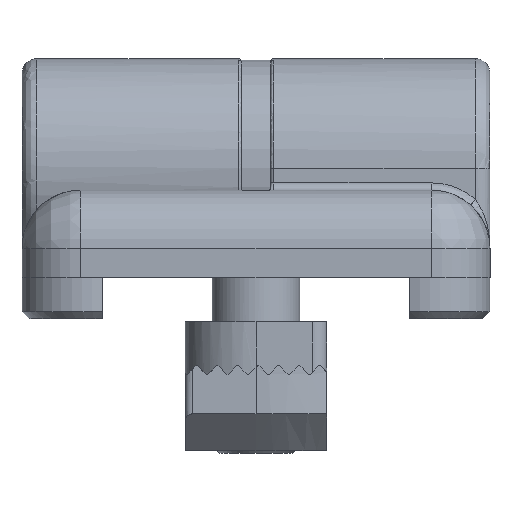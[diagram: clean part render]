
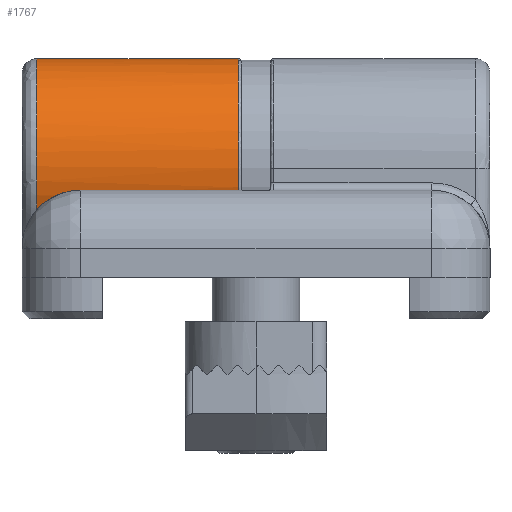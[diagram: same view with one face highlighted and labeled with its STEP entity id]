
A CAD part, front view. The second image highlights one B-rep face of the part: STEP entity #1767.
In plain terms, the highlighted cylindrical face has radius 7.5 mm (diameter 15 mm), a partial arc.
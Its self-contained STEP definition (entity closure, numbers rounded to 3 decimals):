
#1767=ADVANCED_FACE('',(#2112),#2113,.T.);
#2112=FACE_OUTER_BOUND('',#2707,.T.);
#2113=CYLINDRICAL_SURFACE('',#2708,7.5);
#2707=EDGE_LOOP('',(#3952,#3953,#3954,#3955));
#2708=AXIS2_PLACEMENT_3D('',#3956,#3957,#3958);
#3952=ORIENTED_EDGE('',*,*,#4292,.T.);
#3953=ORIENTED_EDGE('',*,*,#4320,.T.);
#3954=ORIENTED_EDGE('',*,*,#4327,.T.);
#3955=ORIENTED_EDGE('',*,*,#4328,.T.);
#3956=CARTESIAN_POINT('',(0.0,-16.0,0.0));
#3957=DIRECTION('',(0.0,1.0,0.0));
#3958=DIRECTION('',(0.0,0.0,1.0));
#4292=EDGE_CURVE('',#4872,#4870,#4873,.T.);
#4320=EDGE_CURVE('',#4870,#4920,#4922,.F.);
#4327=EDGE_CURVE('',#4920,#4932,#4934,.F.);
#4328=EDGE_CURVE('',#4932,#4872,#4935,.T.);
#4870=VERTEX_POINT('',#5809);
#4872=VERTEX_POINT('',#5812);
#4873=B_SPLINE_CURVE_WITH_KNOTS('',1,(#5813,#5814),.UNSPECIFIED.,.F.,.F.,(2,2),(0.0,1.0),.UNSPECIFIED.);
#4920=VERTEX_POINT('',#5922);
#4922=CIRCLE('',#5924,7.5);
#4932=VERTEX_POINT('',#5953);
#4934=LINE('',#5956,#5957);
#4935=B_SPLINE_CURVE_WITH_KNOTS('',3,(#5958,#5959,#5960,#5961,#5962,#5963,#5964,#5965,#5966,#5967,#5968,#5969,#5970,#5971,#5972,#5973,#5974,#5975,#5976,#5977,#5978,#5979,#5980,#5981,#5982,#5983,#5984,#5985,#5986,#5987,#5988,#5989,#5990,#5991,#5992,#5993,#5994,#5995,#5996,#5997,#5998,#5999,#6000,#6001,#6002,#6003,#6004,#6005,#6006,#6007,#6008,#6009,#6010,#6011,#6012,#6013,#6014,#6015,#6016,#6017,#6018,#6019,#6020,#6021,#6022,#6023,#6024,#6025,#6026,#6027,#6028,#6029,#6030,#6031,#6032),.UNSPECIFIED.,.F.,.F.,(4,1,1,1,1,1,1,1,1,1,1,1,1,1,1,1,1,1,1,1,1,1,1,1,1,1,1,1,1,1,1,1,1,1,1,1,1,1,1,1,1,1,1,1,1,1,1,1,1,1,1,1,1,1,1,1,1,1,1,1,1,1,1,1,1,1,1,1,1,1,1,1,4),(0.0,0.007,0.014,0.022,0.029,0.036,0.043,0.051,0.058,0.065,0.072,0.08,0.087,0.094,0.101,0.109,0.116,0.123,0.13,0.138,0.145,0.152,0.159,0.167,0.174,0.181,0.188,0.195,0.203,0.21,0.217,0.224,0.232,0.239,0.246,0.253,0.261,0.268,0.275,0.282,0.29,0.297,0.304,0.311,0.319,0.326,0.333,0.395,0.451,0.503,0.55,0.592,0.629,0.662,0.689,0.711,0.729,0.741,0.749,0.752,0.755,0.762,0.777,0.809,0.838,0.87,0.899,0.932,0.942,0.954,0.968,0.983,1.0),.UNSPECIFIED.);
#5809=CARTESIAN_POINT('',(0.,-1.2,-7.5));
#5812=CARTESIAN_POINT('',(0.,-16.0,-7.5));
#5813=CARTESIAN_POINT('',(0.,-16.0,-7.5));
#5814=CARTESIAN_POINT('',(0.,-1.2,-7.5));
#5922=CARTESIAN_POINT('',(-7.5,-1.2,0.));
#5924=AXIS2_PLACEMENT_3D('',#6728,#6729,#6730);
#5953=CARTESIAN_POINT('',(-7.5,-15.0,0.));
#5956=CARTESIAN_POINT('',(-7.5,-16.0,0.));
#5957=VECTOR('',#6737,1.0);
#5958=CARTESIAN_POINT('',(-7.5,-15.0,0.));
#5959=CARTESIAN_POINT('',(-7.499,-15.0,0.085));
#5960=CARTESIAN_POINT('',(-7.497,-15.0,0.256));
#5961=CARTESIAN_POINT('',(-7.484,-15.0,0.512));
#5962=CARTESIAN_POINT('',(-7.462,-15.0,0.767));
#5963=CARTESIAN_POINT('',(-7.432,-15.0,1.021));
#5964=CARTESIAN_POINT('',(-7.392,-15.0,1.275));
#5965=CARTESIAN_POINT('',(-7.345,-15.0,1.526));
#5966=CARTESIAN_POINT('',(-7.288,-15.0,1.776));
#5967=CARTESIAN_POINT('',(-7.223,-15.0,2.024));
#5968=CARTESIAN_POINT('',(-7.15,-15.0,2.269));
#5969=CARTESIAN_POINT('',(-7.068,-15.0,2.512));
#5970=CARTESIAN_POINT('',(-6.978,-15.0,2.752));
#5971=CARTESIAN_POINT('',(-6.88,-15.0,2.989));
#5972=CARTESIAN_POINT('',(-6.774,-15.0,3.222));
#5973=CARTESIAN_POINT('',(-6.66,-15.0,3.451));
#5974=CARTESIAN_POINT('',(-6.539,-15.0,3.677));
#5975=CARTESIAN_POINT('',(-6.409,-15.0,3.898));
#5976=CARTESIAN_POINT('',(-6.273,-15.0,4.114));
#5977=CARTESIAN_POINT('',(-6.128,-15.0,4.326));
#5978=CARTESIAN_POINT('',(-5.977,-15.0,4.533));
#5979=CARTESIAN_POINT('',(-5.819,-15.0,4.734));
#5980=CARTESIAN_POINT('',(-5.654,-15.0,4.93));
#5981=CARTESIAN_POINT('',(-5.482,-15.0,5.12));
#5982=CARTESIAN_POINT('',(-5.304,-15.0,5.304));
#5983=CARTESIAN_POINT('',(-5.12,-15.0,5.482));
#5984=CARTESIAN_POINT('',(-4.93,-15.0,5.654));
#5985=CARTESIAN_POINT('',(-4.734,-15.0,5.819));
#5986=CARTESIAN_POINT('',(-4.533,-15.0,5.977));
#5987=CARTESIAN_POINT('',(-4.326,-15.0,6.128));
#5988=CARTESIAN_POINT('',(-4.114,-15.0,6.273));
#5989=CARTESIAN_POINT('',(-3.898,-15.0,6.409));
#5990=CARTESIAN_POINT('',(-3.677,-15.0,6.539));
#5991=CARTESIAN_POINT('',(-3.451,-15.0,6.66));
#5992=CARTESIAN_POINT('',(-3.222,-15.0,6.774));
#5993=CARTESIAN_POINT('',(-2.989,-15.0,6.88));
#5994=CARTESIAN_POINT('',(-2.752,-15.0,6.978));
#5995=CARTESIAN_POINT('',(-2.512,-15.0,7.068));
#5996=CARTESIAN_POINT('',(-2.269,-15.0,7.15));
#5997=CARTESIAN_POINT('',(-2.024,-15.,7.223));
#5998=CARTESIAN_POINT('',(-1.776,-15.,7.288));
#5999=CARTESIAN_POINT('',(-1.526,-15.,7.345));
#6000=CARTESIAN_POINT('',(-1.275,-15.,7.392));
#6001=CARTESIAN_POINT('',(-1.021,-15.,7.432));
#6002=CARTESIAN_POINT('',(-0.767,-15.,7.462));
#6003=CARTESIAN_POINT('',(-0.512,-15.,7.484));
#6004=CARTESIAN_POINT('',(-0.256,-15.,7.497));
#6005=CARTESIAN_POINT('',(0.641,-15.,7.512));
#6006=CARTESIAN_POINT('',(2.131,-15.,7.294));
#6007=CARTESIAN_POINT('',(3.98,-15.,6.455));
#6008=CARTESIAN_POINT('',(5.417,-15.,5.285));
#6009=CARTESIAN_POINT('',(6.437,-15.,3.956));
#6010=CARTESIAN_POINT('',(7.08,-15.,2.604));
#6011=CARTESIAN_POINT('',(7.416,-15.,1.326));
#6012=CARTESIAN_POINT('',(7.523,-15.,0.185));
#6013=CARTESIAN_POINT('',(7.476,-15.,-0.783));
#6014=CARTESIAN_POINT('',(7.346,-15.,-1.567));
#6015=CARTESIAN_POINT('',(7.187,-15.,-2.166));
#6016=CARTESIAN_POINT('',(7.043,-15.,-2.587));
#6017=CARTESIAN_POINT('',(6.943,-15.,-2.839));
#6018=CARTESIAN_POINT('',(6.881,-15.,-2.985));
#6019=CARTESIAN_POINT('',(6.818,-15.001,-3.128));
#6020=CARTESIAN_POINT('',(6.689,-15.005,-3.4));
#6021=CARTESIAN_POINT('',(6.389,-15.023,-3.957));
#6022=CARTESIAN_POINT('',(5.882,-15.073,-4.694));
#6023=CARTESIAN_POINT('',(5.144,-15.168,-5.493));
#6024=CARTESIAN_POINT('',(4.314,-15.289,-6.167));
#6025=CARTESIAN_POINT('',(3.368,-15.437,-6.731));
#6026=CARTESIAN_POINT('',(2.583,-15.565,-7.056));
#6027=CARTESIAN_POINT('',(1.973,-15.667,-7.239));
#6028=CARTESIAN_POINT('',(1.569,-15.735,-7.339));
#6029=CARTESIAN_POINT('',(1.102,-15.814,-7.424));
#6030=CARTESIAN_POINT('',(0.572,-15.903,-7.487));
#6031=CARTESIAN_POINT('',(0.197,-15.967,-7.496));
#6032=CARTESIAN_POINT('',(0.,-16.0,-7.5));
#6728=CARTESIAN_POINT('',(0.0,-1.2,0.0));
#6729=DIRECTION('',(0.0,1.0,0.0));
#6730=DIRECTION('',(0.0,0.0,1.0));
#6737=DIRECTION('',(0.0,1.0,0.0));
